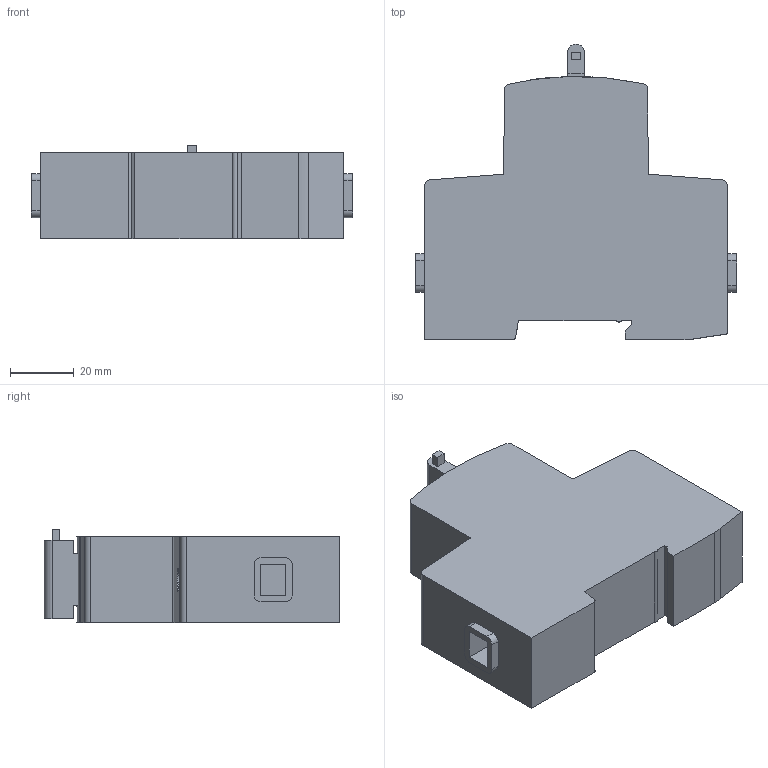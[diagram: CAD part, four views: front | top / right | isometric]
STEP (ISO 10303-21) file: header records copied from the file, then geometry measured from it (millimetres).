
FILE_DESCRIPTION (( 'STEP AP214' ), '1' );
FILE_NAME ('UVR-SOR-Kontur.STEP', '2019-07-31T13:14:02', ( '' ), ( '' ), 'SwSTEP 2.0', 'SolidWorks 2018', '' );
FILE_SCHEMA (( 'AUTOMOTIVE_DESIGN' ));
Length unit declared in the file: millimetre
Products named in the file (1): UVR-SOR-Kontur
Bounding box: 100.6 x 92.65 x 29.3 mm (x, y, z)
Volume: 160149.2 mm3; surface area: 24769.9 mm2
Topology: 1 solids, 1 shells, 89 faces, 243 edges, 162 vertices
Faces by surface type: plane 60, cylinder 29
Entity records: 2851 total; most frequent: CARTESIAN_POINT 507, ORIENTED_EDGE 486, DIRECTION 475, EDGE_CURVE 243, LINE 183, VECTOR 183, VERTEX_POINT 162, AXIS2_PLACEMENT_3D 146
